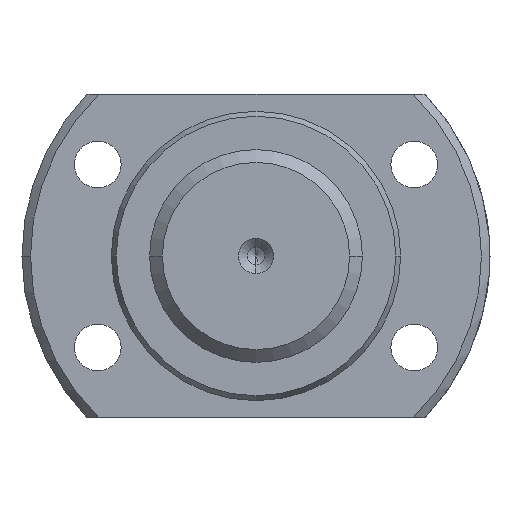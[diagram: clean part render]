
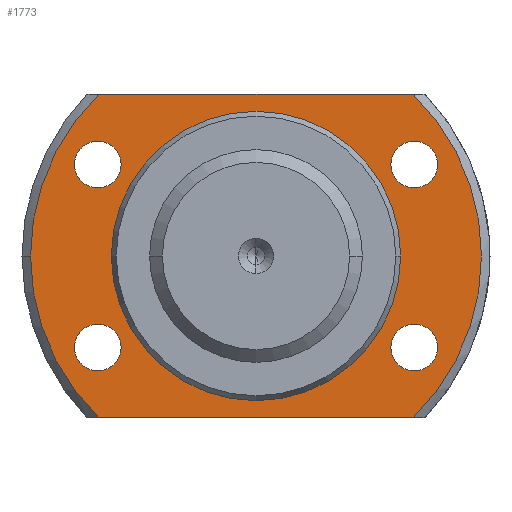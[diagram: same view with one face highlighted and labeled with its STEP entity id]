
A CAD part, left-side view. The second image highlights one B-rep face of the part: STEP entity #1773.
In plain terms, the highlighted planar face has unit normal (-1, 0, 0).
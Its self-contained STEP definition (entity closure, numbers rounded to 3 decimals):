
#64 = FACE_BOUND ( 'NONE', #1564, .T. ) ;
#72 = VERTEX_POINT ( 'NONE', #1980 ) ;
#79 = DIRECTION ( 'NONE',  ( 0., 1., 0. ) ) ;
#102 = CARTESIAN_POINT ( 'NONE',  ( 12.5, 18.6, 10.75 ) ) ;
#117 = DIRECTION ( 'NONE',  ( 1., 0., 0. ) ) ;
#134 = EDGE_CURVE ( 'NONE', #2748, #1807, #1826, .T. ) ;
#139 = CARTESIAN_POINT ( 'NONE',  ( 12.5, -17., 0. ) ) ;
#167 = CARTESIAN_POINT ( 'NONE',  ( 12.5, -18.473, 19. ) ) ;
#253 = DIRECTION ( 'NONE',  ( 0., 1., 0. ) ) ;
#278 = DIRECTION ( 'NONE',  ( 1., 0., 0. ) ) ;
#297 = EDGE_CURVE ( 'NONE', #2612, #3589, #867, .T. ) ;
#310 = CARTESIAN_POINT ( 'NONE',  ( 12.5, -15.85, 10.75 ) ) ;
#336 = DIRECTION ( 'NONE',  ( 0., 1., 0. ) ) ;
#347 = EDGE_CURVE ( 'NONE', #3589, #2612, #3498, .T. ) ;
#404 = CIRCLE ( 'NONE', #2484, 26.5 ) ;
#407 = CARTESIAN_POINT ( 'NONE',  ( 12.5, -21.35, -10.75 ) ) ;
#478 = DIRECTION ( 'NONE',  ( 1., 0., 0. ) ) ;
#552 = CARTESIAN_POINT ( 'NONE',  ( 12.5, 0., 0. ) ) ;
#566 = DIRECTION ( 'NONE',  ( 1., 0., 0. ) ) ;
#569 = EDGE_CURVE ( 'NONE', #1073, #2006, #2846, .T. ) ;
#585 = DIRECTION ( 'NONE',  ( 1., 0., 0. ) ) ;
#647 = CARTESIAN_POINT ( 'NONE',  ( 12.5, 21.35, -10.75 ) ) ;
#662 = FACE_BOUND ( 'NONE', #3509, .T. ) ;
#686 = AXIS2_PLACEMENT_3D ( 'NONE', #1352, #3417, #2849 ) ;
#702 = CARTESIAN_POINT ( 'NONE',  ( 12.5, -18.473, -19. ) ) ;
#774 = CARTESIAN_POINT ( 'NONE',  ( 12.5, -18.6, -10.75 ) ) ;
#793 = EDGE_CURVE ( 'NONE', #1020, #1743, #3378, .T. ) ;
#821 = EDGE_CURVE ( 'NONE', #1389, #1883, #404, .T. ) ;
#831 = CARTESIAN_POINT ( 'NONE',  ( 12.5, 0., 0. ) ) ;
#867 = CIRCLE ( 'NONE', #3079, 2.75 ) ;
#883 = DIRECTION ( 'NONE',  ( 0., -1., 0. ) ) ;
#899 = LINE ( 'NONE', #1741, #2653 ) ;
#905 = EDGE_CURVE ( 'NONE', #3374, #1558, #1595, .T. ) ;
#917 = FACE_BOUND ( 'NONE', #1932, .T. ) ;
#932 = EDGE_CURVE ( 'NONE', #2456, #949, #2605, .T. ) ;
#941 = FACE_BOUND ( 'NONE', #3134, .T. ) ;
#949 = VERTEX_POINT ( 'NONE', #1810 ) ;
#992 = AXIS2_PLACEMENT_3D ( 'NONE', #2784, #2211, #3323 ) ;
#1018 = LINE ( 'NONE', #1662, #2896 ) ;
#1020 = VERTEX_POINT ( 'NONE', #1090 ) ;
#1070 = DIRECTION ( 'NONE',  ( 0., 1., 0. ) ) ;
#1073 = VERTEX_POINT ( 'NONE', #310 ) ;
#1074 = DIRECTION ( 'NONE',  ( 0., 1., 0. ) ) ;
#1090 = CARTESIAN_POINT ( 'NONE',  ( 12.5, 17., 0. ) ) ;
#1103 = EDGE_CURVE ( 'NONE', #72, #3374, #2545, .T. ) ;
#1157 = CARTESIAN_POINT ( 'NONE',  ( 12.5, -17., 0. ) ) ;
#1234 = CARTESIAN_POINT ( 'NONE',  ( 12.5, -18.6, 10.75 ) ) ;
#1237 = DIRECTION ( 'NONE',  ( 0., 1., 0. ) ) ;
#1255 = FACE_OUTER_BOUND ( 'NONE', #2012, .T. ) ;
#1271 = PLANE ( 'NONE',  #2350 ) ;
#1280 = ORIENTED_EDGE ( 'NONE', *, *, #1103, .F. ) ;
#1290 = AXIS2_PLACEMENT_3D ( 'NONE', #552, #278, #2008 ) ;
#1318 = DIRECTION ( 'NONE',  ( 1., 0., 0. ) ) ;
#1325 = DIRECTION ( 'NONE',  ( 0., 1., 0. ) ) ;
#1352 = CARTESIAN_POINT ( 'NONE',  ( 12.5, -18.6, -10.75 ) ) ;
#1389 = VERTEX_POINT ( 'NONE', #167 ) ;
#1414 = ORIENTED_EDGE ( 'NONE', *, *, #2204, .T. ) ;
#1445 = EDGE_CURVE ( 'NONE', #1743, #1020, #2614, .T. ) ;
#1558 = VERTEX_POINT ( 'NONE', #2866 ) ;
#1564 = EDGE_LOOP ( 'NONE', ( #2225, #1414 ) ) ;
#1595 = CIRCLE ( 'NONE', #992, 26.5 ) ;
#1607 = CARTESIAN_POINT ( 'NONE',  ( 12.5, 26.5, 0. ) ) ;
#1645 = CIRCLE ( 'NONE', #2465, 2.75 ) ;
#1662 = CARTESIAN_POINT ( 'NONE',  ( 12.5, -17., -19. ) ) ;
#1701 = CARTESIAN_POINT ( 'NONE',  ( 12.5, 15.85, -10.75 ) ) ;
#1735 = CARTESIAN_POINT ( 'NONE',  ( 12.5, 0., 0. ) ) ;
#1741 = CARTESIAN_POINT ( 'NONE',  ( 12.5, -17., 19. ) ) ;
#1743 = VERTEX_POINT ( 'NONE', #1157 ) ;
#1773 = ADVANCED_FACE ( 'NONE', ( #64, #917, #3506, #941, #662, #1255 ), #1271, .F. ) ;
#1807 = VERTEX_POINT ( 'NONE', #407 ) ;
#1810 = CARTESIAN_POINT ( 'NONE',  ( 12.5, 15.85, 10.75 ) ) ;
#1826 = CIRCLE ( 'NONE', #1886, 2.75 ) ;
#1874 = DIRECTION ( 'NONE',  ( 0., 1., 0. ) ) ;
#1883 = VERTEX_POINT ( 'NONE', #702 ) ;
#1886 = AXIS2_PLACEMENT_3D ( 'NONE', #774, #566, #1070 ) ;
#1906 = ORIENTED_EDGE ( 'NONE', *, *, #3375, .T. ) ;
#1932 = EDGE_LOOP ( 'NONE', ( #2876, #3098 ) ) ;
#1950 = ORIENTED_EDGE ( 'NONE', *, *, #821, .F. ) ;
#1980 = CARTESIAN_POINT ( 'NONE',  ( 12.5, 18.473, -19. ) ) ;
#2001 = AXIS2_PLACEMENT_3D ( 'NONE', #1735, #2559, #336 ) ;
#2004 = EDGE_CURVE ( 'NONE', #1807, #2748, #2281, .T. ) ;
#2006 = VERTEX_POINT ( 'NONE', #2258 ) ;
#2008 = DIRECTION ( 'NONE',  ( 0., 1., 0. ) ) ;
#2012 = EDGE_LOOP ( 'NONE', ( #2086, #3060, #1280, #1906, #1950 ) ) ;
#2086 = ORIENTED_EDGE ( 'NONE', *, *, #3467, .F. ) ;
#2151 = ORIENTED_EDGE ( 'NONE', *, *, #134, .T. ) ;
#2196 = DIRECTION ( 'NONE',  ( 0., 1., 0. ) ) ;
#2204 = EDGE_CURVE ( 'NONE', #949, #2456, #3428, .T. ) ;
#2211 = DIRECTION ( 'NONE',  ( 1., 0., 0. ) ) ;
#2225 = ORIENTED_EDGE ( 'NONE', *, *, #932, .T. ) ;
#2240 = CARTESIAN_POINT ( 'NONE',  ( 12.5, -18.6, 10.75 ) ) ;
#2258 = CARTESIAN_POINT ( 'NONE',  ( 12.5, -21.35, 10.75 ) ) ;
#2281 = CIRCLE ( 'NONE', #686, 2.75 ) ;
#2331 = DIRECTION ( 'NONE',  ( 1., 0., 0. ) ) ;
#2333 = CARTESIAN_POINT ( 'NONE',  ( 12.5, 18.6, -10.75 ) ) ;
#2350 = AXIS2_PLACEMENT_3D ( 'NONE', #139, #478, #1874 ) ;
#2371 = DIRECTION ( 'NONE',  ( 0., 1., 0. ) ) ;
#2405 = CARTESIAN_POINT ( 'NONE',  ( 12.5, -15.85, -10.75 ) ) ;
#2456 = VERTEX_POINT ( 'NONE', #3511 ) ;
#2465 = AXIS2_PLACEMENT_3D ( 'NONE', #1234, #2680, #2371 ) ;
#2484 = AXIS2_PLACEMENT_3D ( 'NONE', #3233, #117, #1074 ) ;
#2517 = ORIENTED_EDGE ( 'NONE', *, *, #1445, .T. ) ;
#2540 = DIRECTION ( 'NONE',  ( 1., 0., 0. ) ) ;
#2545 = CIRCLE ( 'NONE', #1290, 26.5 ) ;
#2559 = DIRECTION ( 'NONE',  ( 1., 0., 0. ) ) ;
#2566 = ORIENTED_EDGE ( 'NONE', *, *, #2004, .T. ) ;
#2605 = CIRCLE ( 'NONE', #3438, 2.75 ) ;
#2612 = VERTEX_POINT ( 'NONE', #1701 ) ;
#2614 = CIRCLE ( 'NONE', #3513, 17. ) ;
#2642 = ORIENTED_EDGE ( 'NONE', *, *, #297, .T. ) ;
#2653 = VECTOR ( 'NONE', #883, 1000. ) ;
#2679 = CARTESIAN_POINT ( 'NONE',  ( 12.5, 18.6, 10.75 ) ) ;
#2680 = DIRECTION ( 'NONE',  ( 1., 0., 0. ) ) ;
#2730 = AXIS2_PLACEMENT_3D ( 'NONE', #2240, #2540, #1325 ) ;
#2746 = EDGE_CURVE ( 'NONE', #2006, #1073, #1645, .T. ) ;
#2748 = VERTEX_POINT ( 'NONE', #2405 ) ;
#2784 = CARTESIAN_POINT ( 'NONE',  ( 12.5, 0., 0. ) ) ;
#2805 = DIRECTION ( 'NONE',  ( 0., -1., 0. ) ) ;
#2846 = CIRCLE ( 'NONE', #2730, 2.75 ) ;
#2849 = DIRECTION ( 'NONE',  ( 0., 1., 0. ) ) ;
#2866 = CARTESIAN_POINT ( 'NONE',  ( 12.5, 18.473, 19. ) ) ;
#2876 = ORIENTED_EDGE ( 'NONE', *, *, #569, .T. ) ;
#2896 = VECTOR ( 'NONE', #2805, 1000. ) ;
#2941 = CARTESIAN_POINT ( 'NONE',  ( 12.5, 18.6, -10.75 ) ) ;
#3060 = ORIENTED_EDGE ( 'NONE', *, *, #905, .F. ) ;
#3079 = AXIS2_PLACEMENT_3D ( 'NONE', #2941, #3162, #79 ) ;
#3098 = ORIENTED_EDGE ( 'NONE', *, *, #2746, .T. ) ;
#3134 = EDGE_LOOP ( 'NONE', ( #3280, #2642 ) ) ;
#3162 = DIRECTION ( 'NONE',  ( 1., 0., 0. ) ) ;
#3200 = DIRECTION ( 'NONE',  ( 0., 1., 0. ) ) ;
#3233 = CARTESIAN_POINT ( 'NONE',  ( 12.5, 0., 0. ) ) ;
#3238 = DIRECTION ( 'NONE',  ( 1., 0., 0. ) ) ;
#3280 = ORIENTED_EDGE ( 'NONE', *, *, #347, .T. ) ;
#3308 = AXIS2_PLACEMENT_3D ( 'NONE', #102, #2331, #3200 ) ;
#3323 = DIRECTION ( 'NONE',  ( 0., 1., 0. ) ) ;
#3360 = ORIENTED_EDGE ( 'NONE', *, *, #793, .T. ) ;
#3372 = AXIS2_PLACEMENT_3D ( 'NONE', #2333, #3238, #1237 ) ;
#3374 = VERTEX_POINT ( 'NONE', #1607 ) ;
#3375 = EDGE_CURVE ( 'NONE', #72, #1883, #1018, .T. ) ;
#3378 = CIRCLE ( 'NONE', #2001, 17. ) ;
#3417 = DIRECTION ( 'NONE',  ( 1., 0., 0. ) ) ;
#3428 = CIRCLE ( 'NONE', #3308, 2.75 ) ;
#3438 = AXIS2_PLACEMENT_3D ( 'NONE', #2679, #1318, #2196 ) ;
#3467 = EDGE_CURVE ( 'NONE', #1558, #1389, #899, .T. ) ;
#3498 = CIRCLE ( 'NONE', #3372, 2.75 ) ;
#3506 = FACE_BOUND ( 'NONE', #3584, .T. ) ;
#3509 = EDGE_LOOP ( 'NONE', ( #3360, #2517 ) ) ;
#3511 = CARTESIAN_POINT ( 'NONE',  ( 12.5, 21.35, 10.75 ) ) ;
#3513 = AXIS2_PLACEMENT_3D ( 'NONE', #831, #585, #253 ) ;
#3584 = EDGE_LOOP ( 'NONE', ( #2151, #2566 ) ) ;
#3589 = VERTEX_POINT ( 'NONE', #647 ) ;
